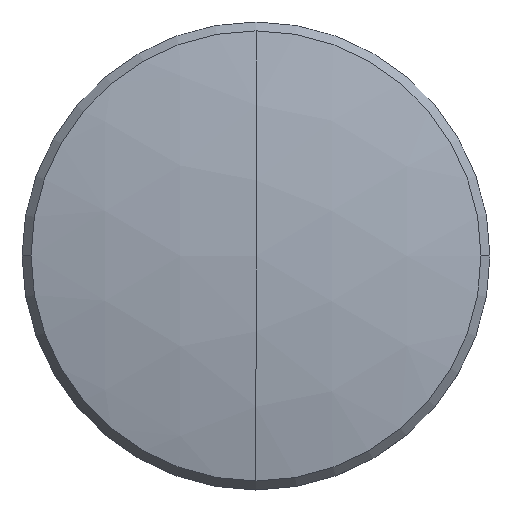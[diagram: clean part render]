
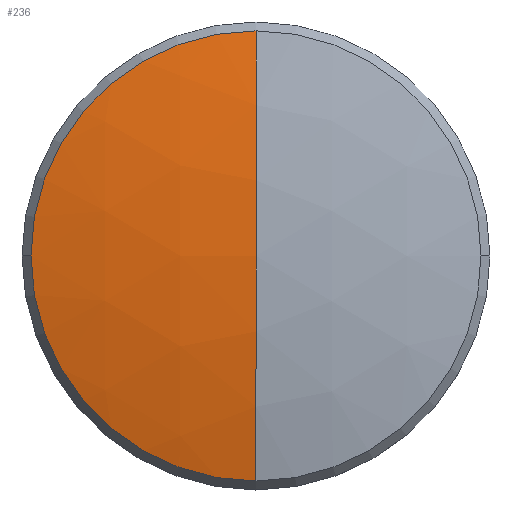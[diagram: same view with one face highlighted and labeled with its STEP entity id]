
A CAD part, top view. The second image highlights one B-rep face of the part: STEP entity #236.
In plain terms, the highlighted spherical face has radius 27.1 mm.
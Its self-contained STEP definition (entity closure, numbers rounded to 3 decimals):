
#10 = CARTESIAN_POINT ( 'NONE',  ( -6.108, 0., 0.953 ) ) ;
#14 = CARTESIAN_POINT ( 'NONE',  ( 0., 6.108, 0.953 ) ) ;
#18 = EDGE_CURVE ( 'NONE', #221, #242, #155, .T. ) ;
#28 = ORIENTED_EDGE ( 'NONE', *, *, #103, .T. ) ;
#30 = DIRECTION ( 'NONE',  ( 0., 0., 1. ) ) ;
#41 = EDGE_CURVE ( 'NONE', #205, #221, #324, .T. ) ;
#42 = CIRCLE ( 'NONE', #347, 6.108 ) ;
#46 = CARTESIAN_POINT ( 'NONE',  ( 0., 0., 0.953 ) ) ;
#50 = DIRECTION ( 'NONE',  ( -1., 0., 0. ) ) ;
#70 = EDGE_CURVE ( 'NONE', #189, #242, #106, .T. ) ;
#81 = CARTESIAN_POINT ( 'NONE',  ( 0., 0., -25.45 ) ) ;
#85 = CARTESIAN_POINT ( 'NONE',  ( 0., 0., 1.65 ) ) ;
#103 = EDGE_CURVE ( 'NONE', #189, #205, #42, .T. ) ;
#106 = CIRCLE ( 'NONE', #352, 27.1 ) ;
#130 = DIRECTION ( 'NONE',  ( -1., 0., 0. ) ) ;
#131 = ORIENTED_EDGE ( 'NONE', *, *, #70, .F. ) ;
#133 = SPHERICAL_SURFACE ( 'NONE', #243, 27.1 ) ;
#142 = DIRECTION ( 'NONE',  ( 1., 0., 0. ) ) ;
#147 = DIRECTION ( 'NONE',  ( -1., 0., 0. ) ) ;
#155 = CIRCLE ( 'NONE', #364, 27.1 ) ;
#168 = DIRECTION ( 'NONE',  ( 0., 0., 1. ) ) ;
#172 = ORIENTED_EDGE ( 'NONE', *, *, #41, .T. ) ;
#189 = VERTEX_POINT ( 'NONE', #14 ) ;
#191 = CARTESIAN_POINT ( 'NONE',  ( 0., 0., 0.953 ) ) ;
#205 = VERTEX_POINT ( 'NONE', #10 ) ;
#209 = DIRECTION ( 'NONE',  ( 0., 0., -1. ) ) ;
#221 = VERTEX_POINT ( 'NONE', #312 ) ;
#236 = ADVANCED_FACE ( 'NONE', ( #262 ), #133, .T. ) ;
#242 = VERTEX_POINT ( 'NONE', #85 ) ;
#243 = AXIS2_PLACEMENT_3D ( 'NONE', #338, #50, #330 ) ;
#261 = EDGE_LOOP ( 'NONE', ( #28, #172, #267, #131 ) ) ;
#262 = FACE_OUTER_BOUND ( 'NONE', #261, .T. ) ;
#263 = DIRECTION ( 'NONE',  ( 0., -1., 0. ) ) ;
#266 = CARTESIAN_POINT ( 'NONE',  ( 0., 0., -25.45 ) ) ;
#267 = ORIENTED_EDGE ( 'NONE', *, *, #18, .T. ) ;
#298 = AXIS2_PLACEMENT_3D ( 'NONE', #46, #168, #316 ) ;
#312 = CARTESIAN_POINT ( 'NONE',  ( 0., -6.108, 0.953 ) ) ;
#316 = DIRECTION ( 'NONE',  ( -1., 0., 0. ) ) ;
#324 = CIRCLE ( 'NONE', #298, 6.108 ) ;
#330 = DIRECTION ( 'NONE',  ( 0., 1., 0. ) ) ;
#338 = CARTESIAN_POINT ( 'NONE',  ( 0., 0., -25.45 ) ) ;
#347 = AXIS2_PLACEMENT_3D ( 'NONE', #191, #30, #147 ) ;
#352 = AXIS2_PLACEMENT_3D ( 'NONE', #266, #142, #209 ) ;
#364 = AXIS2_PLACEMENT_3D ( 'NONE', #81, #130, #263 ) ;
